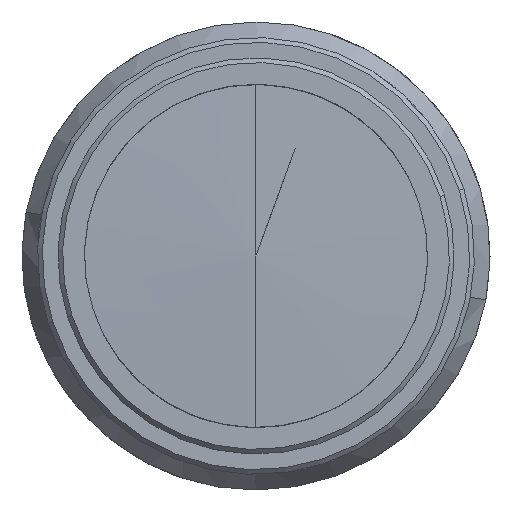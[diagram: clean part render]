
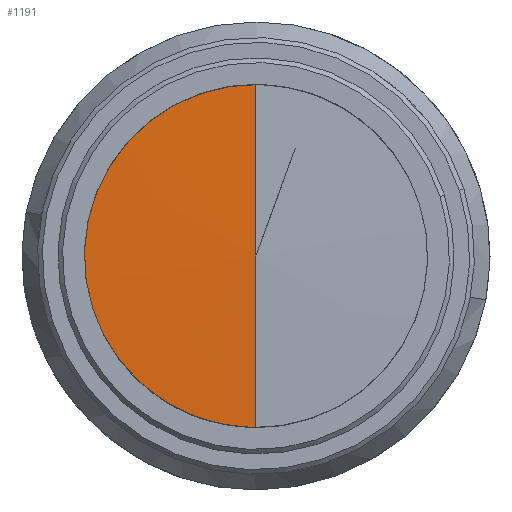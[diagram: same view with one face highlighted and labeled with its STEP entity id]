
A CAD part, left-side view. The second image highlights one B-rep face of the part: STEP entity #1191.
In plain terms, the highlighted conical face has half-angle 88.517 degrees and reference radius 11.588 mm.
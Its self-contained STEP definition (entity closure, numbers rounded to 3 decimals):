
#37 = DIRECTION ( 'NONE',  ( 0.026, 0., 1. ) ) ;
#134 = VERTEX_POINT ( 'NONE', #673 ) ;
#138 = ORIENTED_EDGE ( 'NONE', *, *, #1005, .F. ) ;
#200 = DIRECTION ( 'NONE',  ( 0., 0., -1. ) ) ;
#206 = LINE ( 'NONE', #723, #1421 ) ;
#254 = EDGE_CURVE ( 'NONE', #134, #755, #681, .T. ) ;
#344 = DIRECTION ( 'NONE',  ( 1., 0., 0. ) ) ;
#383 = FACE_OUTER_BOUND ( 'NONE', #1422, .T. ) ;
#396 = VERTEX_POINT ( 'NONE', #1426 ) ;
#498 = EDGE_CURVE ( 'NONE', #396, #755, #206, .T. ) ;
#542 = CARTESIAN_POINT ( 'NONE',  ( -69.105, 0., 0. ) ) ;
#585 = DIRECTION ( 'NONE',  ( 0., 0., -1. ) ) ;
#673 = CARTESIAN_POINT ( 'NONE',  ( -69.105, 10.466, -3.385 ) ) ;
#681 = CIRCLE ( 'NONE', #1193, 11. ) ;
#684 = EDGE_CURVE ( 'NONE', #908, #134, #1007, .T. ) ;
#723 = CARTESIAN_POINT ( 'NONE',  ( -69.09, 0., 11.588 ) ) ;
#743 = ORIENTED_EDGE ( 'NONE', *, *, #498, .T. ) ;
#754 = DIRECTION ( 'NONE',  ( 0.026, 0., -1. ) ) ;
#755 = VERTEX_POINT ( 'NONE', #1513 ) ;
#829 = CARTESIAN_POINT ( 'NONE',  ( -69.105, 0., 0. ) ) ;
#858 = DIRECTION ( 'NONE',  ( 1., 0., 0. ) ) ;
#908 = VERTEX_POINT ( 'NONE', #1220 ) ;
#926 = ORIENTED_EDGE ( 'NONE', *, *, #684, .F. ) ;
#957 = AXIS2_PLACEMENT_3D ( 'NONE', #542, #1362, #200 ) ;
#976 = DIRECTION ( 'NONE',  ( 0., 0., -1. ) ) ;
#1005 = EDGE_CURVE ( 'NONE', #396, #908, #1400, .T. ) ;
#1007 = CIRCLE ( 'NONE', #957, 11. ) ;
#1010 = CARTESIAN_POINT ( 'NONE',  ( -69.09, 0., -11.588 ) ) ;
#1062 = CARTESIAN_POINT ( 'NONE',  ( -69.09, 0., 0. ) ) ;
#1191 = ADVANCED_FACE ( 'NONE', ( #383 ), #1462, .T. ) ;
#1193 = AXIS2_PLACEMENT_3D ( 'NONE', #829, #858, #976 ) ;
#1220 = CARTESIAN_POINT ( 'NONE',  ( -69.105, 0., -11. ) ) ;
#1238 = VECTOR ( 'NONE', #754, 1000. ) ;
#1362 = DIRECTION ( 'NONE',  ( 1., 0., 0. ) ) ;
#1387 = AXIS2_PLACEMENT_3D ( 'NONE', #1062, #344, #585 ) ;
#1400 = LINE ( 'NONE', #1010, #1238 ) ;
#1421 = VECTOR ( 'NONE', #37, 1000. ) ;
#1422 = EDGE_LOOP ( 'NONE', ( #138, #743, #1467, #926 ) ) ;
#1426 = CARTESIAN_POINT ( 'NONE',  ( -69.39, 0., 0. ) ) ;
#1462 = CONICAL_SURFACE ( 'NONE', #1387, 11.588, 1.545 ) ;
#1467 = ORIENTED_EDGE ( 'NONE', *, *, #254, .F. ) ;
#1513 = CARTESIAN_POINT ( 'NONE',  ( -69.105, 0., 11. ) ) ;
